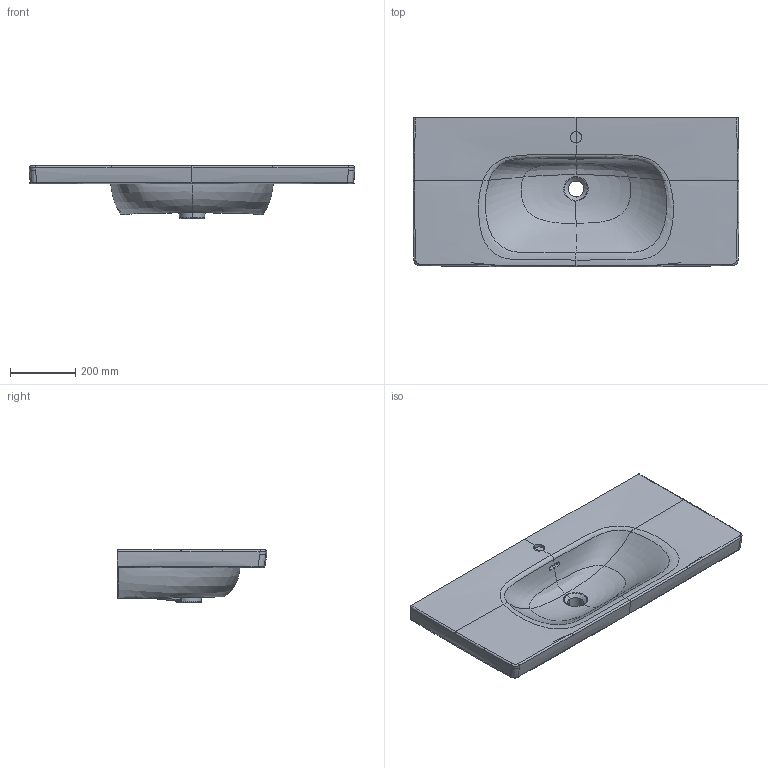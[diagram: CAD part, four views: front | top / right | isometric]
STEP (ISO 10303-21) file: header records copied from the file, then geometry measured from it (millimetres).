
FILE_DESCRIPTION(/* description */ (''),/* implementation_level */ '2;1');
FILE_NAME(/* name */ 'W5A51A5_Stockholm_WT_100_Kommunikationsmodell.stp',/* time_stamp */ '2024-10-30T13:32:12+01:00',/* author */ (''),/* organization */ (''),/* preprocessor_version */ 'ST-DEVELOPER v18.1',/* originating_system */ 'SIEMENS PLM Software NX 1973',/* authorisation */ '');
FILE_SCHEMA (('AUTOMOTIVE_DESIGN { 1 0 10303 214 3 1 1 1 }'));
Length unit declared in the file: millimetre
Products named in the file (1): Conz4BAC55E55n8x
Bounding box: 1000.05 x 459.42 x 163.6 mm (x, y, z)
Volume: 22728720.5 mm3; surface area: 1273023.7 mm2
Topology: 1 solids, 1 shells, 243 faces, 874 edges, 890 vertices
Faces by surface type: bspline 234, sphere 8, plane 1
Entity records: 31027 total; most frequent: CARTESIAN_POINT 25959, ORIENTED_EDGE 1180, B_SPLINE_CURVE_WITH_KNOTS 707, EDGE_CURVE 590, VERTEX_POINT 347, STYLED_ITEM 273, PRESENTATION_STYLE_ASSIGNMENT 273, CURVE_STYLE 272
